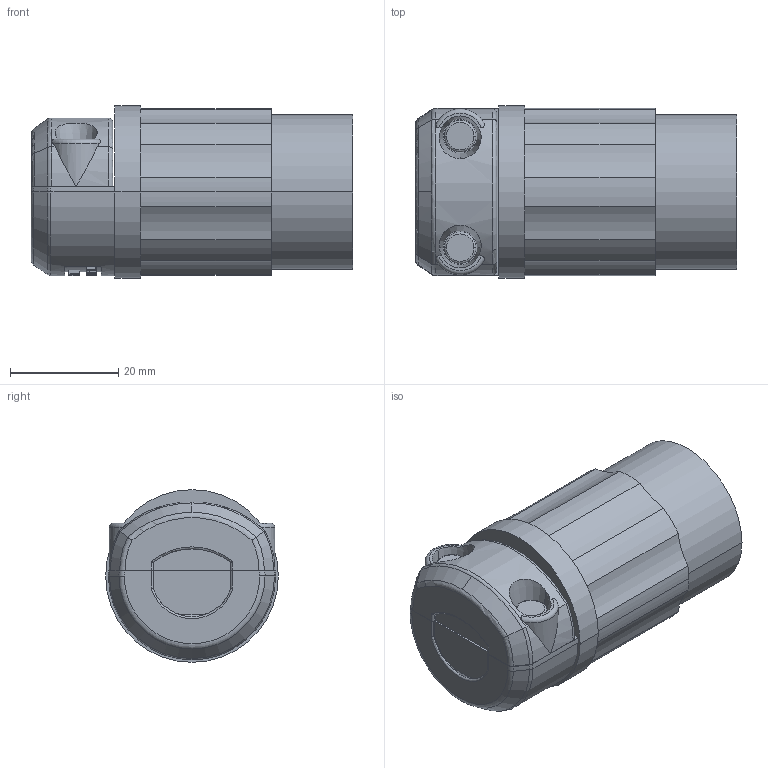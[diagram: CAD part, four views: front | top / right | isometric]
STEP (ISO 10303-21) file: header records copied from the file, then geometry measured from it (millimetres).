
FILE_DESCRIPTION (( 'STEP AP214' ), '1' );
FILE_NAME ('CATSTD-00ML2-00C-M01.STEP', '2022-05-23T15:25:51', ( '' ), ( '' ), 'SwSTEP 2.0', 'SolidWorks 2020', '' );
FILE_SCHEMA (( 'AUTOMOTIVE_DESIGN' ));
Length unit declared in the file: millimetre
Products named in the file (1): CATSTD-00ML2-00C-M01
Bounding box: 59.54 x 31.95 x 31.95 mm (x, y, z)
Volume: 40612.5 mm3; surface area: 9819.4 mm2
Topology: 1 solids, 4 shells, 699 faces, 1821 edges, 1198 vertices
Faces by surface type: plane 442, cylinder 198, torus 35, cone 24
Entity records: 25295 total; most frequent: CARTESIAN_POINT 5394, ORIENTED_EDGE 3642, DIRECTION 3576, EDGE_CURVE 1821, VERTEX_POINT 1198, LINE 1196, VECTOR 1196, AXIS2_PLACEMENT_3D 1190
